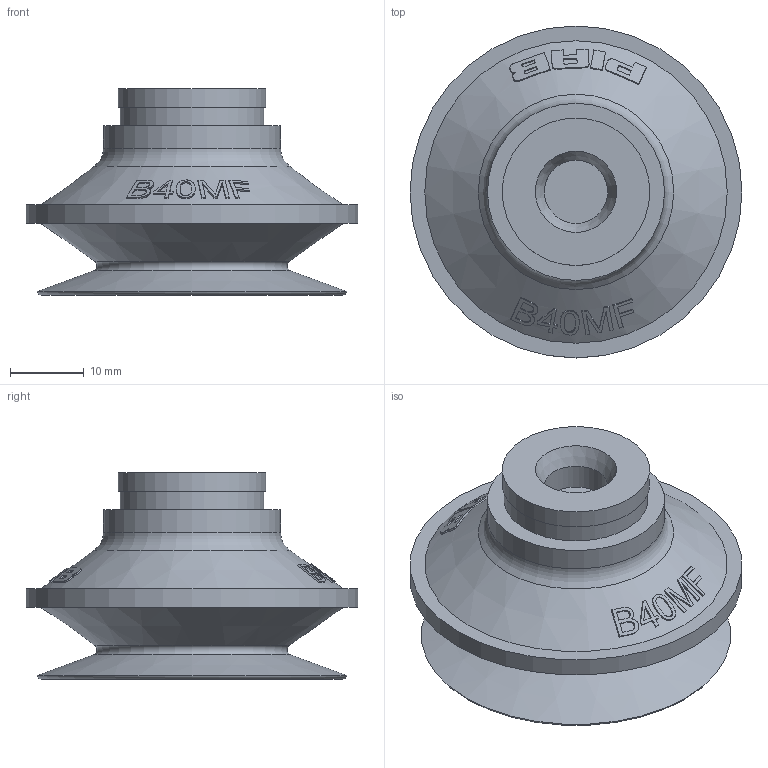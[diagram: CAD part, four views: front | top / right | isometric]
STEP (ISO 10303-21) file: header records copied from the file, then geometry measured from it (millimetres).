
FILE_DESCRIPTION(/* description */ ('Unknown'),/* implementation_level */ '2;1');
FILE_NAME(/* name */ 'S_A023_BXXX',/* time_stamp */ '2018-11-01T11:08:48+01:00',/* author */ ('Unknown'),/* organization */ ('Unknown'),/* preprocessor_version */ 'ST-DEVELOPER v16.7',/* originating_system */ 'DEX',/* authorisation */ $);
FILE_SCHEMA (('AUTOMOTIVE_DESIGN {1 0 10303 214 3 1 1}'));
Length unit declared in the file: millimetre
Products named in the file (4): S_A023_BXXX; A023_B40MF; Fitting_blank
Assembly tree (3 placements, depth 3):
  S_A023_BXXX
    A023_B40MF
      A023_B40MF
    Fitting_blank
Bounding box: 45 x 45 x 28 mm (x, y, z)
Volume: 21086.1 mm3; surface area: 6621.7 mm2
Topology: 1 solids, 1 shells, 167 faces, 425 edges, 281 vertices
Faces by surface type: plane 92, bspline 30, cylinder 21, cone 21, torus 3
Full cylindrical faces by diameter (mm): 8.6 x1, 19.5 x1, 20 x1, 24 x1, 45 x1
Entity records: 6841 total; most frequent: CARTESIAN_POINT 2200, ORIENTED_EDGE 822, DIRECTION 449, EDGE_CURVE 411, VERTEX_POINT 280, B_SPLINE_CURVE_WITH_KNOTS 262, EDGE_LOOP 201, FACE_BOUND 201
